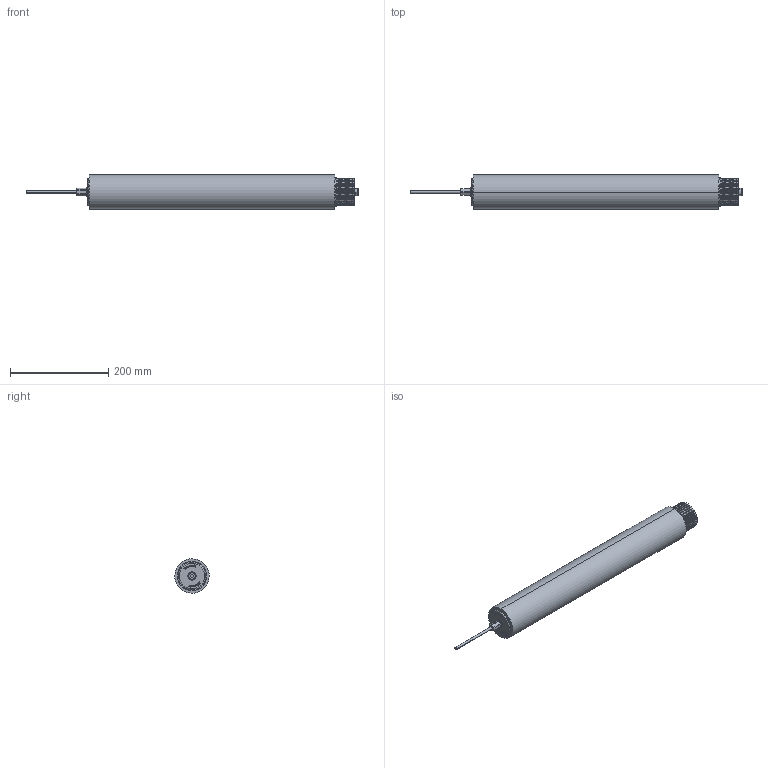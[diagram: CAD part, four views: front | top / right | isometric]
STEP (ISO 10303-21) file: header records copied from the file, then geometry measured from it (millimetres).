
FILE_DESCRIPTION (( 'STEP AP214' ), '1' );
FILE_NAME ('PM605KTxxxxxxxXV(x)M (H;4.75).STEP', '2021-09-01T08:51:34', ( '' ), ( '' ), 'SwSTEP 2.0', 'SolidWorks 2020', '' );
FILE_SCHEMA (( 'AUTOMOTIVE_DESIGN' ));
Length unit declared in the file: millimetre
Products named in the file (1): PM605KTxxxxxxxXV(x)M (H;4.75)
Bounding box: 676 x 69.94 x 69.94 mm (x, y, z)
Volume: 2030651.5 mm3; surface area: 133023.4 mm2
Topology: 1 solids, 1 shells, 460 faces, 1086 edges, 664 vertices
Faces by surface type: plane 169, torus 114, bspline 88, cone 59, cylinder 30
Entity records: 22323 total; most frequent: CARTESIAN_POINT 7073, ORIENTED_EDGE 2168, DIRECTION 1971, EDGE_CURVE 1084, AXIS2_PLACEMENT_3D 706, VERTEX_POINT 664, VECTOR 559, LINE 559
